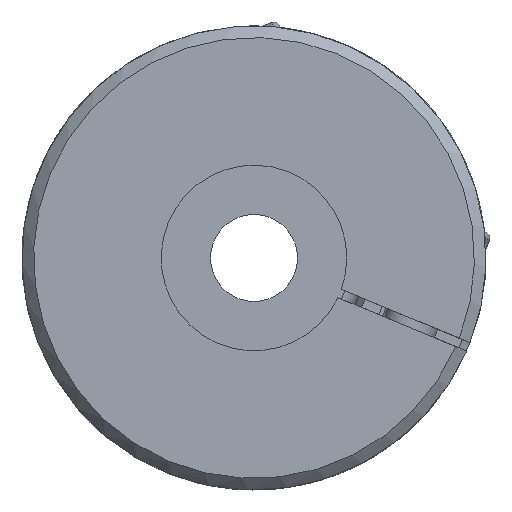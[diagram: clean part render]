
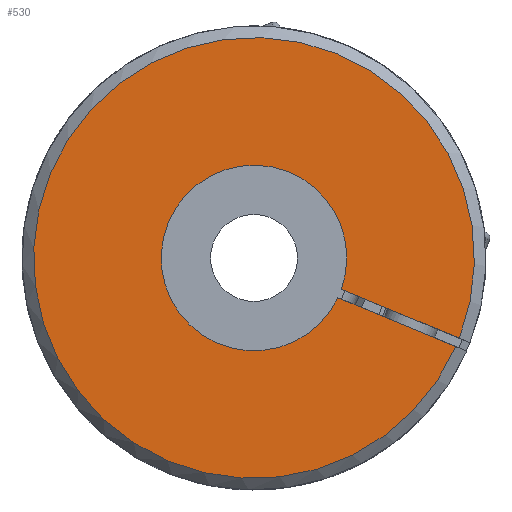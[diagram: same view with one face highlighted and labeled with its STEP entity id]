
A CAD part, left-side view. The second image highlights one B-rep face of the part: STEP entity #530.
In plain terms, the highlighted planar face has unit normal (-1, 0, 0).
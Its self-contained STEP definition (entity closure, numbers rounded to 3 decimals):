
#530 = ADVANCED_FACE( '', ( #1163 ), #1164, .T. );
#1163 = FACE_OUTER_BOUND( '', #1866, .T. );
#1164 = PLANE( '', #1867 );
#1866 = EDGE_LOOP( '', ( #3459, #3460, #3461, #3462 ) );
#1867 = AXIS2_PLACEMENT_3D( '', #3463, #3464, #3465 );
#3459 = ORIENTED_EDGE( '', *, *, #4191, .T. );
#3460 = ORIENTED_EDGE( '', *, *, #4469, .T. );
#3461 = ORIENTED_EDGE( '', *, *, #4292, .T. );
#3462 = ORIENTED_EDGE( '', *, *, #4606, .T. );
#3463 = CARTESIAN_POINT( '', ( -54.5, -4.592, 11.087 ) );
#3464 = DIRECTION( '', ( -1., 0., 0. ) );
#3465 = DIRECTION( '', ( 0., -0.383, 0.924 ) );
#4191 = EDGE_CURVE( '', #5087, #5085, #5088, .T. );
#4292 = EDGE_CURVE( '', #5253, #5254, #5255, .T. );
#4469 = EDGE_CURVE( '', #5085, #5253, #5542, .F. );
#4606 = EDGE_CURVE( '', #5254, #5087, #5721, .T. );
#5085 = VERTEX_POINT( '', #6456 );
#5087 = VERTEX_POINT( '', #6459 );
#5088 = LINE( '', #6460, #6461 );
#5253 = VERTEX_POINT( '', #6771 );
#5254 = VERTEX_POINT( '', #6772 );
#5255 = LINE( '', #6773, #6774 );
#5542 = CIRCLE( '', #7645, 24. );
#5721 = CIRCLE( '', #7976, 57. );
#6456 = CARTESIAN_POINT( '', ( -54.5, -21.686, -10.282 ) );
#6459 = CARTESIAN_POINT( '', ( -54.5, -52.19, -22.917 ) );
#6460 = CARTESIAN_POINT( '', ( -54.5, -56.49, -24.698 ) );
#6461 = VECTOR( '', #8557, 1000. );
#6771 = CARTESIAN_POINT( '', ( -54.5, -22.59, -8.104 ) );
#6772 = CARTESIAN_POINT( '', ( -54.5, -53.093, -20.739 ) );
#6773 = CARTESIAN_POINT( '', ( -54.5, -11.199, -3.385 ) );
#6774 = VECTOR( '', #8683, 1000. );
#7645 = AXIS2_PLACEMENT_3D( '', #8911, #8912, #8913 );
#7976 = AXIS2_PLACEMENT_3D( '', #9082, #9083, #9084 );
#8557 = DIRECTION( '', ( 0., 0.924, 0.383 ) );
#8683 = DIRECTION( '', ( 0., -0.924, -0.383 ) );
#8911 = CARTESIAN_POINT( '', ( -54.5, 0., 0. ) );
#8912 = DIRECTION( '', ( -1., 0., 0. ) );
#8913 = DIRECTION( '', ( 0., -1., 0. ) );
#9082 = CARTESIAN_POINT( '', ( -54.5, 0., 0. ) );
#9083 = DIRECTION( '', ( -1., 0., 0. ) );
#9084 = DIRECTION( '', ( 0., -0.383, 0.924 ) );
